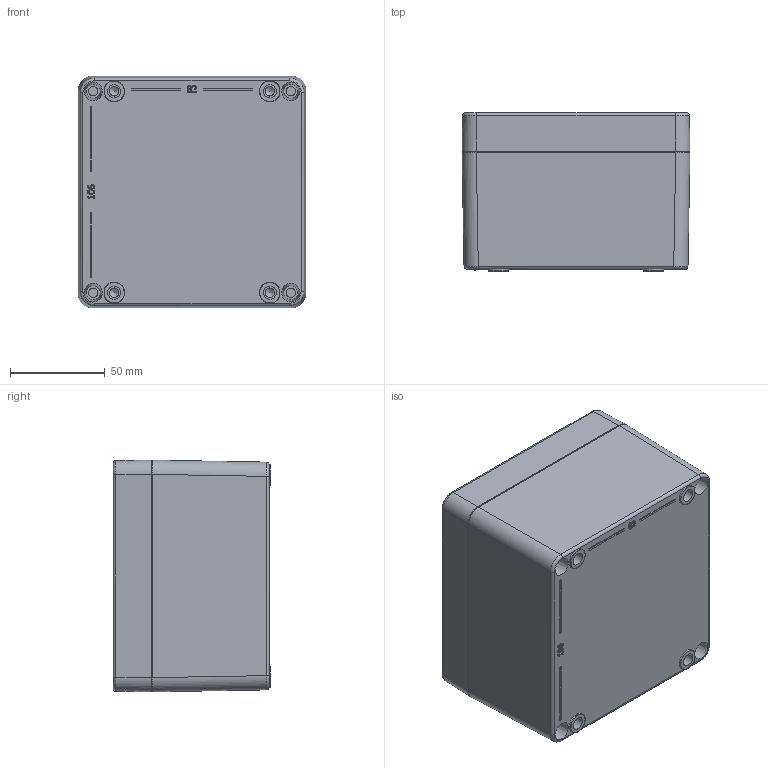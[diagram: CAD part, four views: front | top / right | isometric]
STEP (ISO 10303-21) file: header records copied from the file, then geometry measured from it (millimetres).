
FILE_DESCRIPTION (( 'STEP AP203' ), '1' );
FILE_NAME ('1590Z119BK.step', '2020-11-14T20:05:31', ( 'ADC123' ), ( 'Microsoft' ), 'SwSTEP 2.0', 'SolidWorks 2019', '' );
FILE_SCHEMA (( 'CONFIG_CONTROL_DESIGN' ));
Length unit declared in the file: inch
Products named in the file (1): 1590Z119BK
Bounding box: 119.99 x 83.1 x 121.99 mm (x, y, z)
Volume: 372686.3 mm3; surface area: 177787.9 mm2
Topology: 8 solids, 8 shells, 885 faces, 2217 edges, 1412 vertices
Faces by surface type: plane 421, bspline 194, cylinder 163, cone 107
Full cylindrical faces by diameter (mm): 4.917 x11, 5 x4, 5.28 x4, 5.5 x4, 5.88 x4, 6.4 x4, 6.528 x6, 6.9 x4, 7 x4, 11 x4
Entity records: 30521 total; most frequent: CARTESIAN_POINT 10795, ORIENTED_EDGE 4240, DIRECTION 3591, EDGE_CURVE 2120, VERTEX_POINT 1397, AXIS2_PLACEMENT_3D 1207, VECTOR 1177, LINE 1177
